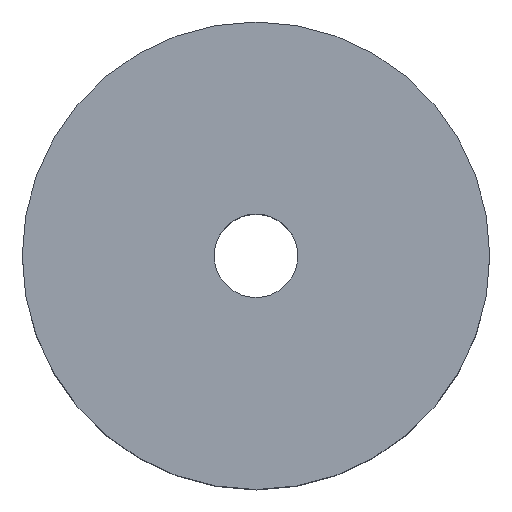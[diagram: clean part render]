
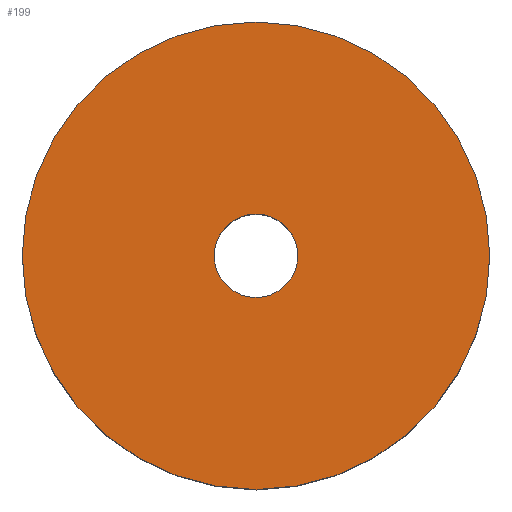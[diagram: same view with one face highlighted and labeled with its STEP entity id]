
A CAD part, top view. The second image highlights one B-rep face of the part: STEP entity #199.
In plain terms, the highlighted planar face has unit normal (0, 0, 1).
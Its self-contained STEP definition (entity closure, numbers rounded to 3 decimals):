
#2 = CARTESIAN_POINT ( 'NONE',  ( -2.5, 0., 13. ) ) ;
#3 = CIRCLE ( 'NONE', #318, 14. ) ;
#4 = DIRECTION ( 'NONE',  ( -1., 0., 0. ) ) ;
#23 = ORIENTED_EDGE ( 'NONE', *, *, #136, .T. ) ;
#25 = VERTEX_POINT ( 'NONE', #250 ) ;
#29 = DIRECTION ( 'NONE',  ( 0., 0., -1. ) ) ;
#30 = FACE_OUTER_BOUND ( 'NONE', #171, .T. ) ;
#32 = CARTESIAN_POINT ( 'NONE',  ( 0., 0., 13. ) ) ;
#40 = CARTESIAN_POINT ( 'NONE',  ( 2.5, 0., 13. ) ) ;
#47 = EDGE_CURVE ( 'NONE', #25, #337, #49, .T. ) ;
#49 = CIRCLE ( 'NONE', #139, 14. ) ;
#51 = EDGE_CURVE ( 'NONE', #362, #179, #249, .T. ) ;
#57 = EDGE_CURVE ( 'NONE', #337, #25, #3, .T. ) ;
#59 = DIRECTION ( 'NONE',  ( 1., 0., 0. ) ) ;
#108 = ORIENTED_EDGE ( 'NONE', *, *, #51, .T. ) ;
#111 = CARTESIAN_POINT ( 'NONE',  ( 0., 0., 13. ) ) ;
#134 = DIRECTION ( 'NONE',  ( 1., 0., 0. ) ) ;
#136 = EDGE_CURVE ( 'NONE', #179, #362, #368, .T. ) ;
#139 = AXIS2_PLACEMENT_3D ( 'NONE', #32, #221, #59 ) ;
#156 = AXIS2_PLACEMENT_3D ( 'NONE', #317, #344, #4 ) ;
#161 = DIRECTION ( 'NONE',  ( 0., 0., 1. ) ) ;
#171 = EDGE_LOOP ( 'NONE', ( #324, #304 ) ) ;
#179 = VERTEX_POINT ( 'NONE', #2 ) ;
#188 = PLANE ( 'NONE',  #239 ) ;
#199 = ADVANCED_FACE ( 'NONE', ( #308, #30 ), #188, .T. ) ;
#214 = DIRECTION ( 'NONE',  ( 0., 0., 1. ) ) ;
#221 = DIRECTION ( 'NONE',  ( 0., 0., 1. ) ) ;
#239 = AXIS2_PLACEMENT_3D ( 'NONE', #310, #161, #277 ) ;
#242 = AXIS2_PLACEMENT_3D ( 'NONE', #348, #29, #374 ) ;
#249 = CIRCLE ( 'NONE', #156, 2.5 ) ;
#250 = CARTESIAN_POINT ( 'NONE',  ( -14., 0., 13. ) ) ;
#277 = DIRECTION ( 'NONE',  ( 1., 0., 0. ) ) ;
#289 = CARTESIAN_POINT ( 'NONE',  ( 14., 0., 13. ) ) ;
#300 = EDGE_LOOP ( 'NONE', ( #23, #108 ) ) ;
#304 = ORIENTED_EDGE ( 'NONE', *, *, #57, .T. ) ;
#308 = FACE_BOUND ( 'NONE', #300, .T. ) ;
#310 = CARTESIAN_POINT ( 'NONE',  ( 0., 0., 13. ) ) ;
#317 = CARTESIAN_POINT ( 'NONE',  ( 0., 0., 13. ) ) ;
#318 = AXIS2_PLACEMENT_3D ( 'NONE', #111, #214, #134 ) ;
#324 = ORIENTED_EDGE ( 'NONE', *, *, #47, .T. ) ;
#337 = VERTEX_POINT ( 'NONE', #289 ) ;
#344 = DIRECTION ( 'NONE',  ( 0., 0., -1. ) ) ;
#348 = CARTESIAN_POINT ( 'NONE',  ( 0., 0., 13. ) ) ;
#362 = VERTEX_POINT ( 'NONE', #40 ) ;
#368 = CIRCLE ( 'NONE', #242, 2.5 ) ;
#374 = DIRECTION ( 'NONE',  ( -1., 0., 0. ) ) ;
